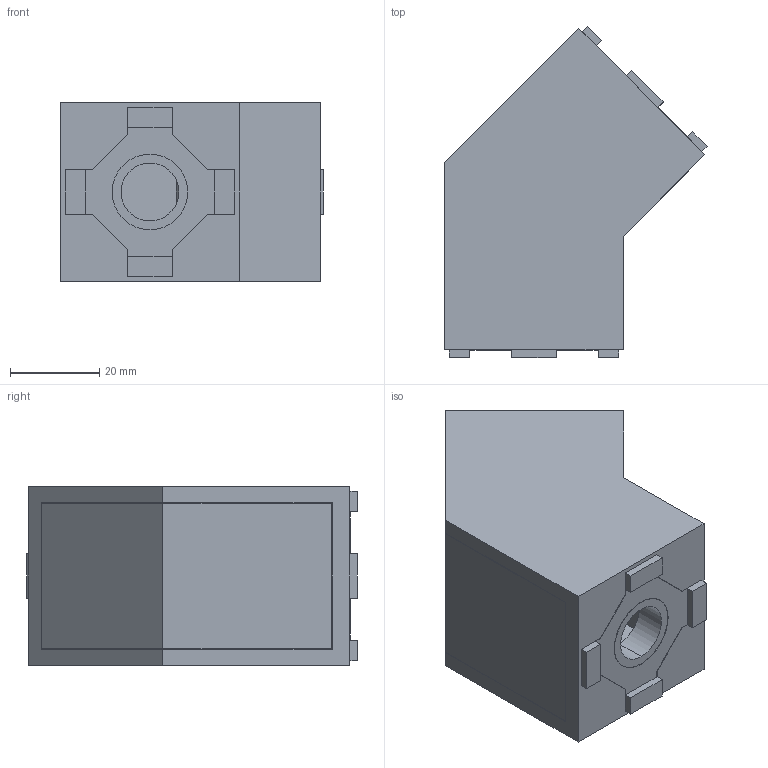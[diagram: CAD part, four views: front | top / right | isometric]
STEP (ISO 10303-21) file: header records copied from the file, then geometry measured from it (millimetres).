
FILE_DESCRIPTION (( 'STEP AP214' ), '1' );
FILE_NAME ('Óãëîâîé ñîåäèíèòåëü 135 ãðàäóñîâ +.STEP', '2022-05-05T09:42:18', ( 'user' ), ( '' ), 'SwSTEP 2.0', 'SolidWorks 2022', '' );
FILE_SCHEMA (( 'AUTOMOTIVE_DESIGN' ));
Length unit declared in the file: millimetre
Products named in the file (1): Óãëîâîé ñîåäèíèòåëü 135 ãðàäóñîâ +
Bounding box: 58.88 x 74.3 x 40 mm (x, y, z)
Volume: 47504.7 mm3; surface area: 25647.1 mm2
Topology: 1 solids, 9 shells, 136 faces, 336 edges, 224 vertices
Faces by surface type: plane 128, cylinder 8
Entity records: 4627 total; most frequent: CARTESIAN_POINT 697, ORIENTED_EDGE 672, DIRECTION 626, EDGE_CURVE 336, LINE 320, VECTOR 320, VERTEX_POINT 224, AXIS2_PLACEMENT_3D 153
